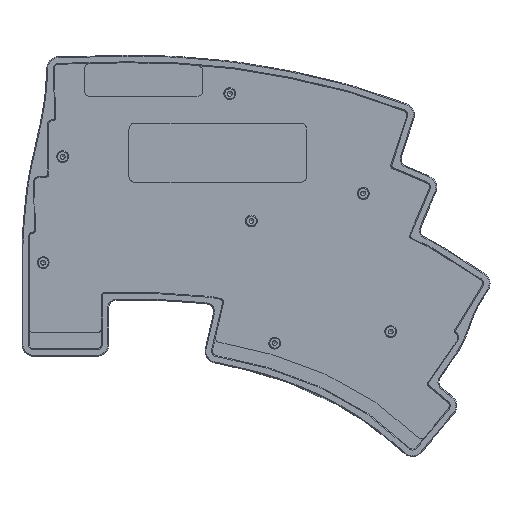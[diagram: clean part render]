
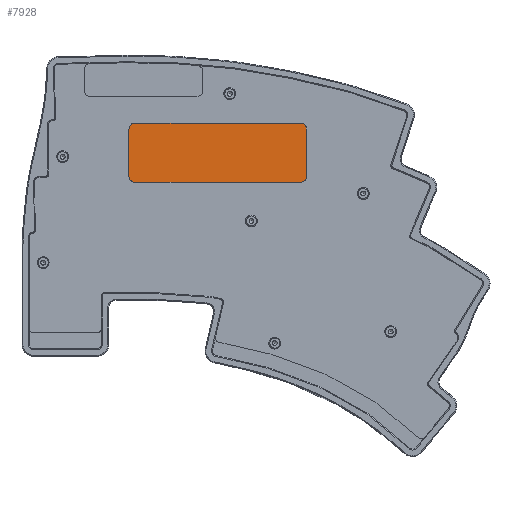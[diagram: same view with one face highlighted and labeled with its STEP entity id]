
A CAD part, top view. The second image highlights one B-rep face of the part: STEP entity #7928.
In plain terms, the highlighted planar face has unit normal (0, 0, 1).
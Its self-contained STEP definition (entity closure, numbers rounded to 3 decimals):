
#487=PLANE('',#8569);
#1053=FACE_OUTER_BOUND('',#1539,.T.);
#1539=EDGE_LOOP('',(#7290,#7291,#7292,#7293,#7294,#7295,#7296,#7297));
#2137=LINE('',#14409,#2852);
#2140=LINE('',#14420,#2855);
#2144=LINE('',#14432,#2859);
#2147=LINE('',#14441,#2862);
#2852=VECTOR('',#10122,10.);
#2855=VECTOR('',#10133,10.);
#2859=VECTOR('',#10145,10.);
#2862=VECTOR('',#10156,10.);
#3174=CIRCLE('',#8425,2.);
#3176=CIRCLE('',#8429,2.);
#3178=CIRCLE('',#8433,2.);
#3180=CIRCLE('',#8437,2.);
#3836=VERTEX_POINT('',#14396);
#3837=VERTEX_POINT('',#14397);
#3841=VERTEX_POINT('',#14407);
#3842=VERTEX_POINT('',#14411);
#3843=VERTEX_POINT('',#14412);
#3846=VERTEX_POINT('',#14423);
#3847=VERTEX_POINT('',#14424);
#3850=VERTEX_POINT('',#14435);
#4891=EDGE_CURVE('',#3836,#3837,#3174,.T.);
#4897=EDGE_CURVE('',#3841,#3837,#2137,.T.);
#4898=EDGE_CURVE('',#3842,#3843,#3176,.T.);
#4902=EDGE_CURVE('',#3836,#3843,#2140,.T.);
#4904=EDGE_CURVE('',#3846,#3847,#3178,.T.);
#4908=EDGE_CURVE('',#3842,#3847,#2144,.T.);
#4910=EDGE_CURVE('',#3841,#3850,#3180,.T.);
#4913=EDGE_CURVE('',#3846,#3850,#2147,.T.);
#7290=ORIENTED_EDGE('',*,*,#4891,.T.);
#7291=ORIENTED_EDGE('',*,*,#4897,.F.);
#7292=ORIENTED_EDGE('',*,*,#4910,.T.);
#7293=ORIENTED_EDGE('',*,*,#4913,.F.);
#7294=ORIENTED_EDGE('',*,*,#4904,.T.);
#7295=ORIENTED_EDGE('',*,*,#4908,.F.);
#7296=ORIENTED_EDGE('',*,*,#4898,.T.);
#7297=ORIENTED_EDGE('',*,*,#4902,.F.);
#7928=ADVANCED_FACE('',(#1053),#487,.F.);
#8425=AXIS2_PLACEMENT_3D('',#14398,#10112,#10113);
#8429=AXIS2_PLACEMENT_3D('',#14413,#10125,#10126);
#8433=AXIS2_PLACEMENT_3D('',#14425,#10137,#10138);
#8437=AXIS2_PLACEMENT_3D('',#14436,#10149,#10150);
#8569=AXIS2_PLACEMENT_3D('',#14784,#10525,#10526);
#10112=DIRECTION('center_axis',(0.,0.,1.));
#10113=DIRECTION('ref_axis',(0.707,0.707,0.));
#10122=DIRECTION('',(1.,0.,0.));
#10125=DIRECTION('center_axis',(0.,0.,1.));
#10126=DIRECTION('ref_axis',(0.707,-0.707,0.));
#10133=DIRECTION('',(0.,-1.,0.));
#10137=DIRECTION('center_axis',(0.,0.,1.));
#10138=DIRECTION('ref_axis',(-0.707,-0.707,0.));
#10145=DIRECTION('',(-1.,0.,0.));
#10149=DIRECTION('center_axis',(0.,0.,1.));
#10150=DIRECTION('ref_axis',(-0.707,0.707,0.));
#10156=DIRECTION('',(0.,1.,0.));
#10525=DIRECTION('center_axis',(0.,0.,-1.));
#10526=DIRECTION('ref_axis',(-1.,0.,0.));
#14396=CARTESIAN_POINT('',(75.,-12.,-14.2));
#14397=CARTESIAN_POINT('',(73.,-10.,-14.2));
#14398=CARTESIAN_POINT('Origin',(73.,-12.,-14.2));
#14407=CARTESIAN_POINT('',(17.,-10.,-14.2));
#14409=CARTESIAN_POINT('',(30.,-10.,-14.2));
#14411=CARTESIAN_POINT('',(73.,-30.,-14.2));
#14412=CARTESIAN_POINT('',(75.,-28.,-14.2));
#14413=CARTESIAN_POINT('Origin',(73.,-28.,-14.2));
#14420=CARTESIAN_POINT('',(75.,-15.,-14.2));
#14423=CARTESIAN_POINT('',(15.,-28.,-14.2));
#14424=CARTESIAN_POINT('',(17.,-30.,-14.2));
#14425=CARTESIAN_POINT('Origin',(17.,-28.,-14.2));
#14432=CARTESIAN_POINT('',(60.,-30.,-14.2));
#14435=CARTESIAN_POINT('',(15.,-12.,-14.2));
#14436=CARTESIAN_POINT('Origin',(17.,-12.,-14.2));
#14441=CARTESIAN_POINT('',(15.,-25.,-14.2));
#14784=CARTESIAN_POINT('Origin',(45.,-20.,-14.2));
